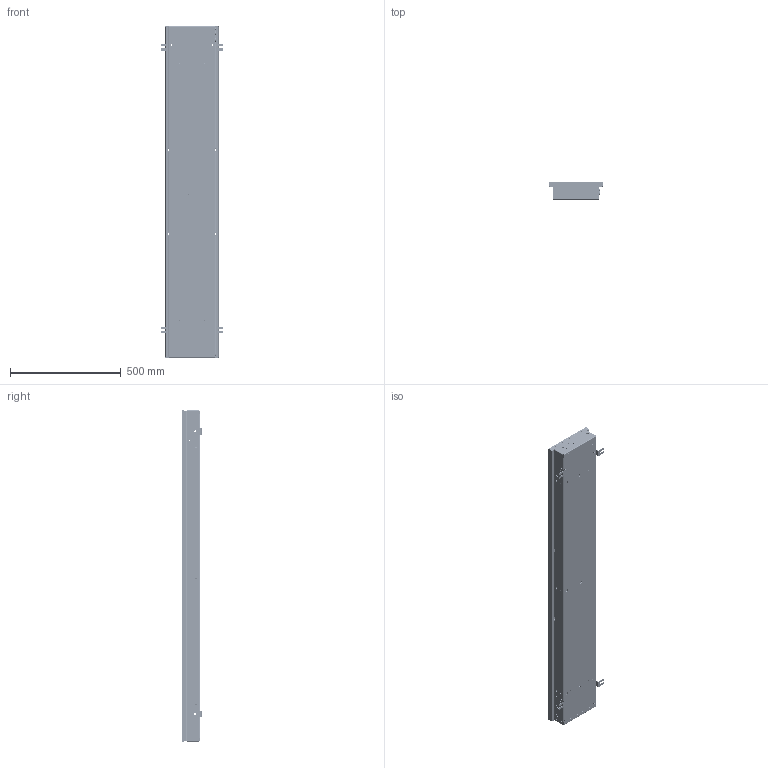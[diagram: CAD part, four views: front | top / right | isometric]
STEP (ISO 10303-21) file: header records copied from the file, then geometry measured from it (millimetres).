
FILE_DESCRIPTION((''),'2;1');
FILE_NAME('_12_24_08_ASM','2020-09-04T',('okanashina'),('elara'),'CREO PARAMETRIC BY PTC INC, 2015080','CREO PARAMETRIC BY PTC INC, 2015080','');
FILE_SCHEMA(('AUTOMOTIVE_DESIGN { 1 0 10303 214 1 1 1 1 }'));
Length unit declared in the file: millimetre
Products named in the file (17): _________-36483; _____________24_08; CONCEALED-HEAD_STANDOFF_P-61075; THIN_HEAD_RIVETS_GB_GB_CONNECTI; __________1600_1; __________1600-1_1; __________1600-2_1; __________1600-3_1; OVAL_COUNTERSUNK_HEAD_TAP-70661; OVAL_COUNTERSUNK_HEAD_TA-165967; ________1; ___________________; _________________1; _______24_1; ______16_1; ________-241155; _12_24_08_ASM
Assembly tree (323 placements, depth 2):
  _12_24_08_ASM
    _________-36483
    _____________24_08  x2
    CONCEALED-HEAD_STANDOFF_P-61075  x4
    THIN_HEAD_RIVETS_GB_GB_CONNECTI  x8
    __________1600_1
    __________1600-1_1
    __________1600-2_1
    __________1600-3_1
    OVAL_COUNTERSUNK_HEAD_TAP-70661  x4
    OVAL_COUNTERSUNK_HEAD_TA-165967  x12
    ________1  x12
    ___________________
    _________________1  x4
    _______24_1  x89
    ______16_1  x180
    ________-241155  x2
Bounding box: 283.82 x 90.15 x 1502.3 mm (x, y, z)
Volume: 2011681.8 mm3; surface area: 2768956 mm2
Topology: 335 solids, 335 shells, 6144 faces, 15211 edges, 9743 vertices
Faces by surface type: plane 3146, cylinder 2358, cone 468, torus 84, sphere 80, bspline 8
Entity records: 61717 total; most frequent: CARTESIAN_POINT 9591, DIRECTION 8116, ORIENTED_EDGE 7766, EDGE_CURVE 3883, VECTOR 2980, LINE 2980, AXIS2_PLACEMENT_3D 2568, VERTEX_POINT 2407
